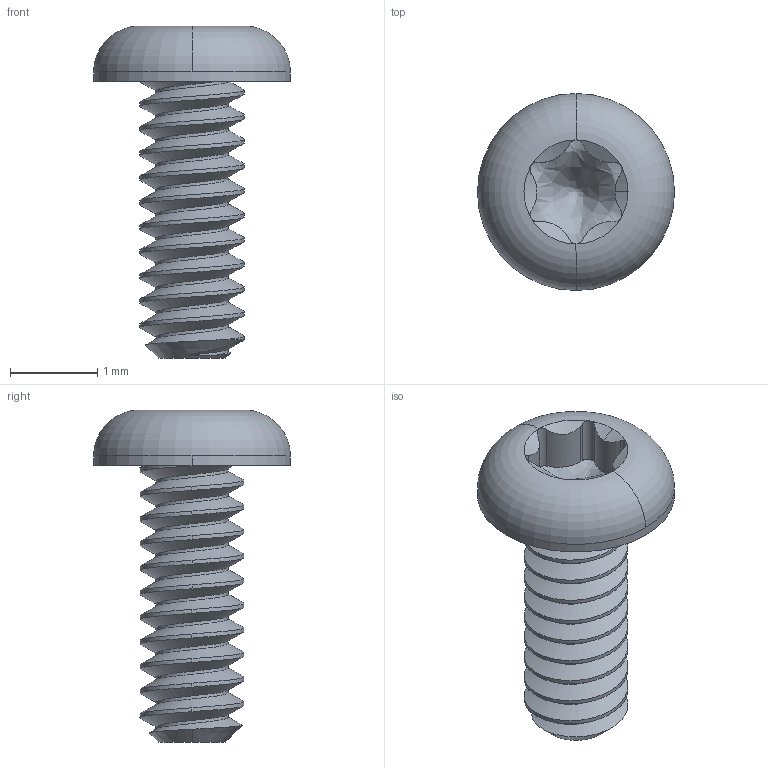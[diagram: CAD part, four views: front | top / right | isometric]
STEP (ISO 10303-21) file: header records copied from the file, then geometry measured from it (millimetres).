
FILE_DESCRIPTION (( 'STEP AP203' ), '1' );
FILE_NAME ('90910A630.step', '2016-08-26T19:24:31', ( 'Admin' ), ( 'McMaster-Carr Supply Co' ), 'SwSTEP 2.0', 'SolidWorks 2010', '' );
FILE_SCHEMA (( 'CONFIG_CONTROL_DESIGN' ));
Length unit declared in the file: inch
Products named in the file (1): 90910A630
Bounding box: 2.26 x 2.26 x 3.81 mm (x, y, z)
Volume: 4.2 mm3; surface area: 30.3 mm2
Topology: 1 solids, 1 shells, 59 faces, 158 edges, 102 vertices
Faces by surface type: cylinder 41, cone 10, bspline 4, torus 2, plane 2
Entity records: 3834 total; most frequent: CARTESIAN_POINT 2509, ORIENTED_EDGE 316, DIRECTION 198, EDGE_CURVE 158, VERTEX_POINT 102, AXIS2_PLACEMENT_3D 77, EDGE_LOOP 60, FACE_OUTER_BOUND 59
